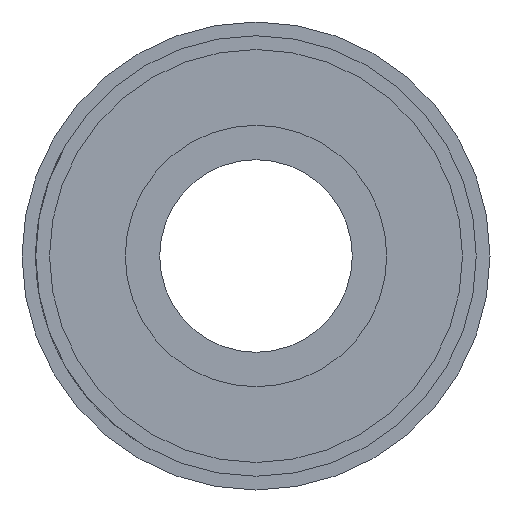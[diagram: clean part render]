
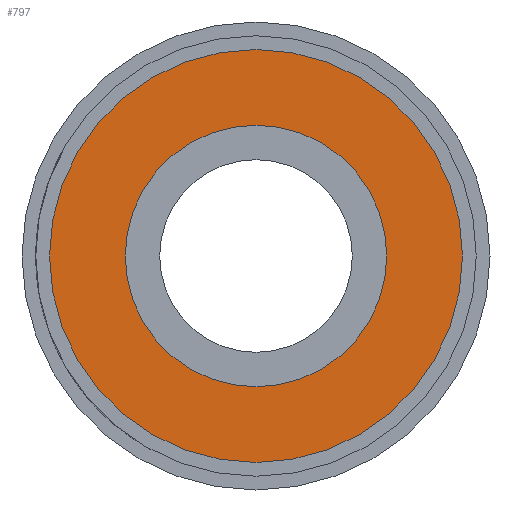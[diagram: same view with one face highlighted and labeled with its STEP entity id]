
A CAD part, left-side view. The second image highlights one B-rep face of the part: STEP entity #797.
In plain terms, the highlighted planar face has unit normal (-1, 0, 0).
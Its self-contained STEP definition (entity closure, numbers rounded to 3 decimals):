
#224 = CARTESIAN_POINT ( 'NONE',  ( 0., 0., 0. ) ) ;
#766 = CARTESIAN_POINT ( 'NONE',  ( 0., 0., 0. ) ) ;
#797 = ADVANCED_FACE ( 'NONE', ( #5400, #7267 ), #7442, .T. ) ;
#825 = DIRECTION ( 'NONE',  ( 0., 0., 1. ) ) ;
#1340 = VERTEX_POINT ( 'NONE', #3650 ) ;
#1832 = CARTESIAN_POINT ( 'NONE',  ( 0., 0., 15. ) ) ;
#2957 = EDGE_CURVE ( 'NONE', #6828, #1340, #4068, .T. ) ;
#3180 = AXIS2_PLACEMENT_3D ( 'NONE', #3989, #7791, #4730 ) ;
#3483 = ORIENTED_EDGE ( 'NONE', *, *, #8533, .F. ) ;
#3639 = AXIS2_PLACEMENT_3D ( 'NONE', #766, #9300, #825 ) ;
#3650 = CARTESIAN_POINT ( 'NONE',  ( 0., 0., -15. ) ) ;
#3861 = CARTESIAN_POINT ( 'NONE',  ( 0., 0., 0. ) ) ;
#3989 = CARTESIAN_POINT ( 'NONE',  ( 0., 0., 0. ) ) ;
#4068 = CIRCLE ( 'NONE', #11025, 15. ) ;
#4379 = DIRECTION ( 'NONE',  ( 0., 0., 1. ) ) ;
#4422 = EDGE_LOOP ( 'NONE', ( #5928, #3483 ) ) ;
#4437 = EDGE_CURVE ( 'NONE', #4988, #6908, #11457, .T. ) ;
#4730 = DIRECTION ( 'NONE',  ( 0., 0., 1. ) ) ;
#4888 = ORIENTED_EDGE ( 'NONE', *, *, #8916, .T. ) ;
#4939 = CARTESIAN_POINT ( 'NONE',  ( 0., 0., 9.5 ) ) ;
#4988 = VERTEX_POINT ( 'NONE', #4939 ) ;
#5400 = FACE_BOUND ( 'NONE', #4422, .T. ) ;
#5482 = ORIENTED_EDGE ( 'NONE', *, *, #2957, .T. ) ;
#5928 = ORIENTED_EDGE ( 'NONE', *, *, #4437, .F. ) ;
#6286 = AXIS2_PLACEMENT_3D ( 'NONE', #6824, #10629, #12306 ) ;
#6824 = CARTESIAN_POINT ( 'NONE',  ( 0., 0., 0. ) ) ;
#6828 = VERTEX_POINT ( 'NONE', #1832 ) ;
#6908 = VERTEX_POINT ( 'NONE', #8067 ) ;
#7267 = FACE_OUTER_BOUND ( 'NONE', #8126, .T. ) ;
#7356 = CIRCLE ( 'NONE', #3180, 9.5 ) ;
#7442 = PLANE ( 'NONE',  #3639 ) ;
#7598 = DIRECTION ( 'NONE',  ( 0., 0., 1. ) ) ;
#7791 = DIRECTION ( 'NONE',  ( -1., 0., 0. ) ) ;
#8067 = CARTESIAN_POINT ( 'NONE',  ( 0., 0., -9.5 ) ) ;
#8126 = EDGE_LOOP ( 'NONE', ( #5482, #4888 ) ) ;
#8154 = AXIS2_PLACEMENT_3D ( 'NONE', #224, #11101, #4379 ) ;
#8533 = EDGE_CURVE ( 'NONE', #6908, #4988, #7356, .T. ) ;
#8916 = EDGE_CURVE ( 'NONE', #1340, #6828, #12139, .T. ) ;
#9300 = DIRECTION ( 'NONE',  ( -1., 0., 0. ) ) ;
#10629 = DIRECTION ( 'NONE',  ( -1., 0., 0. ) ) ;
#11025 = AXIS2_PLACEMENT_3D ( 'NONE', #3861, #12339, #7598 ) ;
#11101 = DIRECTION ( 'NONE',  ( -1., 0., 0. ) ) ;
#11457 = CIRCLE ( 'NONE', #6286, 9.5 ) ;
#12139 = CIRCLE ( 'NONE', #8154, 15. ) ;
#12306 = DIRECTION ( 'NONE',  ( 0., 0., 1. ) ) ;
#12339 = DIRECTION ( 'NONE',  ( -1., 0., 0. ) ) ;
